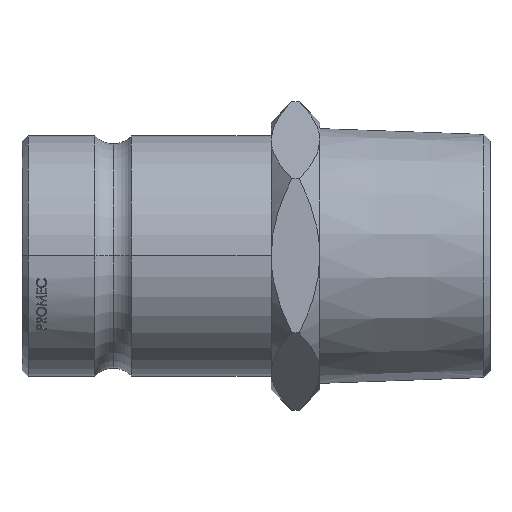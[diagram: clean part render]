
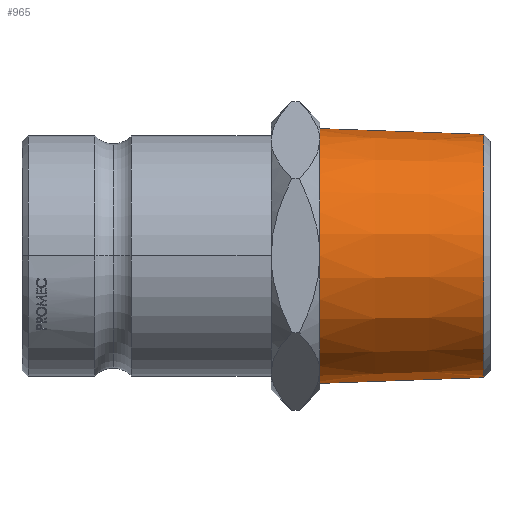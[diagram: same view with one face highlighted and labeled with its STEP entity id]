
A CAD part, top view. The second image highlights one B-rep face of the part: STEP entity #965.
In plain terms, the highlighted conical face has half-angle 2.045 degrees and reference radius 10.477 mm.
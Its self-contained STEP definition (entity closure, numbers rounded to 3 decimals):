
#11 = AXIS2_PLACEMENT_3D ( 'NONE', #2130, #2564, #152 ) ;
#41 = FACE_OUTER_BOUND ( 'NONE', #1557, .T. ) ;
#71 = LINE ( 'NONE', #917, #2349 ) ;
#152 = DIRECTION ( 'NONE',  ( 0., 1., 0. ) ) ;
#328 = CARTESIAN_POINT ( 'NONE',  ( 24.5, 10.477, 0. ) ) ;
#448 = DIRECTION ( 'NONE',  ( -0.999, -0.036, 0. ) ) ;
#561 = DIRECTION ( 'NONE',  ( 0., 1., 0. ) ) ;
#605 = DIRECTION ( 'NONE',  ( 1., 0., 0. ) ) ;
#917 = CARTESIAN_POINT ( 'NONE',  ( 24.5, -10.478, 0. ) ) ;
#965 = ADVANCED_FACE ( 'NONE', ( #41 ), #4349, .T. ) ;
#1374 = DIRECTION ( 'NONE',  ( 0., -1., 0. ) ) ;
#1557 = EDGE_LOOP ( 'NONE', ( #1661, #3663, #1629, #4373 ) ) ;
#1609 = EDGE_CURVE ( 'NONE', #5011, #2125, #4959, .T. ) ;
#1629 = ORIENTED_EDGE ( 'NONE', *, *, #5089, .T. ) ;
#1661 = ORIENTED_EDGE ( 'NONE', *, *, #1609, .T. ) ;
#1824 = CARTESIAN_POINT ( 'NONE',  ( 24.5, 0., 0. ) ) ;
#1921 = VERTEX_POINT ( 'NONE', #2991 ) ;
#2125 = VERTEX_POINT ( 'NONE', #5193 ) ;
#2130 = CARTESIAN_POINT ( 'NONE',  ( 38., 0., 0. ) ) ;
#2161 = CARTESIAN_POINT ( 'NONE',  ( 24.5, -10.478, 0. ) ) ;
#2202 = CIRCLE ( 'NONE', #5236, 10.478 ) ;
#2331 = LINE ( 'NONE', #328, #5077 ) ;
#2349 = VECTOR ( 'NONE', #448, 1000. ) ;
#2564 = DIRECTION ( 'NONE',  ( -1., 0., 0. ) ) ;
#2692 = AXIS2_PLACEMENT_3D ( 'NONE', #3852, #3352, #1374 ) ;
#2947 = EDGE_CURVE ( 'NONE', #5011, #3711, #71, .T. ) ;
#2991 = CARTESIAN_POINT ( 'NONE',  ( 24.5, 10.477, 0. ) ) ;
#3352 = DIRECTION ( 'NONE',  ( -1., 0., 0. ) ) ;
#3663 = ORIENTED_EDGE ( 'NONE', *, *, #5207, .T. ) ;
#3711 = VERTEX_POINT ( 'NONE', #2161 ) ;
#3852 = CARTESIAN_POINT ( 'NONE',  ( 24.5, 0., 0. ) ) ;
#3992 = DIRECTION ( 'NONE',  ( -0.999, 0.036, 0. ) ) ;
#4349 = CONICAL_SURFACE ( 'NONE', #2692, 10.478, 0.036 ) ;
#4373 = ORIENTED_EDGE ( 'NONE', *, *, #2947, .F. ) ;
#4486 = CARTESIAN_POINT ( 'NONE',  ( 38., -9.995, 0. ) ) ;
#4959 = CIRCLE ( 'NONE', #11, 9.995 ) ;
#5011 = VERTEX_POINT ( 'NONE', #4486 ) ;
#5077 = VECTOR ( 'NONE', #3992, 1000. ) ;
#5089 = EDGE_CURVE ( 'NONE', #1921, #3711, #2202, .T. ) ;
#5193 = CARTESIAN_POINT ( 'NONE',  ( 38., 9.995, 0. ) ) ;
#5207 = EDGE_CURVE ( 'NONE', #2125, #1921, #2331, .T. ) ;
#5236 = AXIS2_PLACEMENT_3D ( 'NONE', #1824, #605, #561 ) ;
